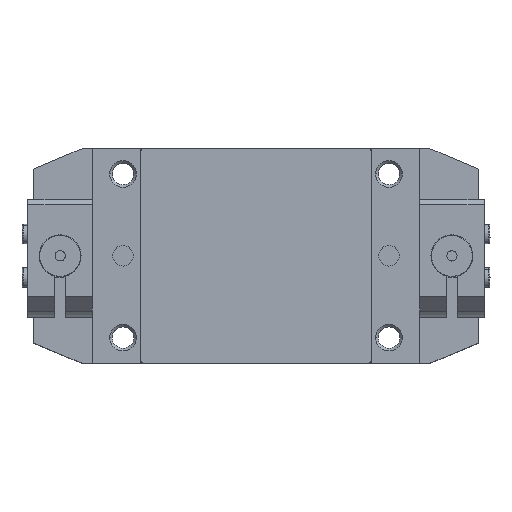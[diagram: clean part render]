
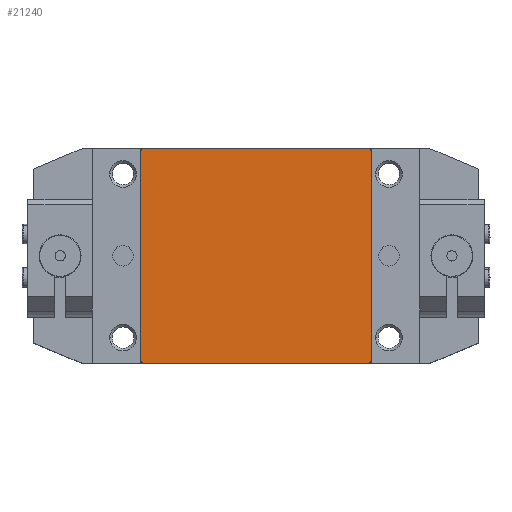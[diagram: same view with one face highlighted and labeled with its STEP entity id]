
A CAD part, top view. The second image highlights one B-rep face of the part: STEP entity #21240.
In plain terms, the highlighted planar face has unit normal (0, 0, 1).
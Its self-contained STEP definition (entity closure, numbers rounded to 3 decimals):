
#506 = CARTESIAN_POINT ( 'NONE',  ( 16.172, 23.854, 103.986 ) ) ;
#1829 = EDGE_LOOP ( 'NONE', ( #26319, #37292, #9918, #27000, #37477, #25982, #13157, #10670 ) ) ;
#2012 = EDGE_CURVE ( 'NONE', #20566, #18013, #5113, .T. ) ;
#2465 = AXIS2_PLACEMENT_3D ( 'NONE', #18583, #30793, #6967 ) ;
#2967 = VECTOR ( 'NONE', #13937, 1000. ) ;
#3002 = VERTEX_POINT ( 'NONE', #29116 ) ;
#3238 = DIRECTION ( 'NONE',  ( 0., 0., -1. ) ) ;
#3473 = EDGE_CURVE ( 'NONE', #20566, #14641, #13785, .T. ) ;
#3719 = EDGE_CURVE ( 'NONE', #28328, #15565, #18345, .T. ) ;
#4839 = DIRECTION ( 'NONE',  ( 0., 0., 1. ) ) ;
#5113 = LINE ( 'NONE', #24573, #36903 ) ;
#5985 = LINE ( 'NONE', #25307, #33682 ) ;
#6691 = LINE ( 'NONE', #23878, #37127 ) ;
#6692 = CARTESIAN_POINT ( 'NONE',  ( 16.672, 23.354, 103.986 ) ) ;
#6967 = DIRECTION ( 'NONE',  ( 1., 0., 0. ) ) ;
#8244 = CARTESIAN_POINT ( 'NONE',  ( -27.828, -18.146, 103.986 ) ) ;
#8646 = DIRECTION ( 'NONE',  ( 0., 0., -1. ) ) ;
#8749 = DIRECTION ( 'NONE',  ( 0., 0., -1. ) ) ;
#9918 = ORIENTED_EDGE ( 'NONE', *, *, #17777, .T. ) ;
#9970 = DIRECTION ( 'NONE',  ( -1., 0., 0. ) ) ;
#10609 = DIRECTION ( 'NONE',  ( 1., 0., 0. ) ) ;
#10670 = ORIENTED_EDGE ( 'NONE', *, *, #3473, .F. ) ;
#13157 = ORIENTED_EDGE ( 'NONE', *, *, #18048, .T. ) ;
#13785 = CIRCLE ( 'NONE', #21537, 0.5 ) ;
#13937 = DIRECTION ( 'NONE',  ( 0., 1., 0. ) ) ;
#14053 = EDGE_CURVE ( 'NONE', #28328, #29394, #5985, .T. ) ;
#14567 = CIRCLE ( 'NONE', #22041, 0.5 ) ;
#14641 = VERTEX_POINT ( 'NONE', #6692 ) ;
#15565 = VERTEX_POINT ( 'NONE', #23646 ) ;
#15584 = CARTESIAN_POINT ( 'NONE',  ( 16.672, -17.646, 103.986 ) ) ;
#16271 = CARTESIAN_POINT ( 'NONE',  ( -27.828, 23.854, 103.986 ) ) ;
#16336 = PLANE ( 'NONE',  #35517 ) ;
#17276 = AXIS2_PLACEMENT_3D ( 'NONE', #38115, #8749, #20262 ) ;
#17687 = DIRECTION ( 'NONE',  ( 1., 0., 0. ) ) ;
#17777 = EDGE_CURVE ( 'NONE', #3002, #15565, #6691, .T. ) ;
#17790 = EDGE_CURVE ( 'NONE', #36784, #29394, #14567, .T. ) ;
#18013 = VERTEX_POINT ( 'NONE', #16271 ) ;
#18048 = EDGE_CURVE ( 'NONE', #36784, #14641, #18207, .T. ) ;
#18207 = LINE ( 'NONE', #31303, #2967 ) ;
#18345 = CIRCLE ( 'NONE', #2465, 0.5 ) ;
#18583 = CARTESIAN_POINT ( 'NONE',  ( -27.828, -17.646, 103.986 ) ) ;
#20262 = DIRECTION ( 'NONE',  ( 1., 0., 0. ) ) ;
#20566 = VERTEX_POINT ( 'NONE', #506 ) ;
#21240 = ADVANCED_FACE ( 'NONE', ( #36968 ), #16336, .T. ) ;
#21537 = AXIS2_PLACEMENT_3D ( 'NONE', #28387, #8646, #29508 ) ;
#21959 = EDGE_CURVE ( 'NONE', #3002, #18013, #29536, .T. ) ;
#22041 = AXIS2_PLACEMENT_3D ( 'NONE', #23616, #3238, #17687 ) ;
#22166 = DIRECTION ( 'NONE',  ( -1., 0., 0. ) ) ;
#23369 = CARTESIAN_POINT ( 'NONE',  ( 16.172, -18.146, 103.986 ) ) ;
#23616 = CARTESIAN_POINT ( 'NONE',  ( 16.172, -17.646, 103.986 ) ) ;
#23646 = CARTESIAN_POINT ( 'NONE',  ( -28.328, -17.646, 103.986 ) ) ;
#23878 = CARTESIAN_POINT ( 'NONE',  ( -28.328, -18.146, 103.986 ) ) ;
#24573 = CARTESIAN_POINT ( 'NONE',  ( -28.328, 23.854, 103.986 ) ) ;
#25200 = CARTESIAN_POINT ( 'NONE',  ( -28.328, -18.146, 103.986 ) ) ;
#25307 = CARTESIAN_POINT ( 'NONE',  ( -28.328, -18.146, 103.986 ) ) ;
#25982 = ORIENTED_EDGE ( 'NONE', *, *, #17790, .F. ) ;
#26319 = ORIENTED_EDGE ( 'NONE', *, *, #2012, .T. ) ;
#27000 = ORIENTED_EDGE ( 'NONE', *, *, #3719, .F. ) ;
#28328 = VERTEX_POINT ( 'NONE', #8244 ) ;
#28387 = CARTESIAN_POINT ( 'NONE',  ( 16.172, 23.354, 103.986 ) ) ;
#29116 = CARTESIAN_POINT ( 'NONE',  ( -28.328, 23.354, 103.986 ) ) ;
#29394 = VERTEX_POINT ( 'NONE', #23369 ) ;
#29508 = DIRECTION ( 'NONE',  ( 1., 0., 0. ) ) ;
#29536 = CIRCLE ( 'NONE', #17276, 0.5 ) ;
#30793 = DIRECTION ( 'NONE',  ( 0., 0., -1. ) ) ;
#31303 = CARTESIAN_POINT ( 'NONE',  ( 16.672, -18.146, 103.986 ) ) ;
#33682 = VECTOR ( 'NONE', #10609, 1000. ) ;
#35465 = DIRECTION ( 'NONE',  ( 0., -1., 0. ) ) ;
#35517 = AXIS2_PLACEMENT_3D ( 'NONE', #25200, #4839, #22166 ) ;
#36784 = VERTEX_POINT ( 'NONE', #15584 ) ;
#36903 = VECTOR ( 'NONE', #9970, 1000. ) ;
#36968 = FACE_OUTER_BOUND ( 'NONE', #1829, .T. ) ;
#37127 = VECTOR ( 'NONE', #35465, 1000. ) ;
#37292 = ORIENTED_EDGE ( 'NONE', *, *, #21959, .F. ) ;
#37477 = ORIENTED_EDGE ( 'NONE', *, *, #14053, .T. ) ;
#38115 = CARTESIAN_POINT ( 'NONE',  ( -27.828, 23.354, 103.986 ) ) ;
